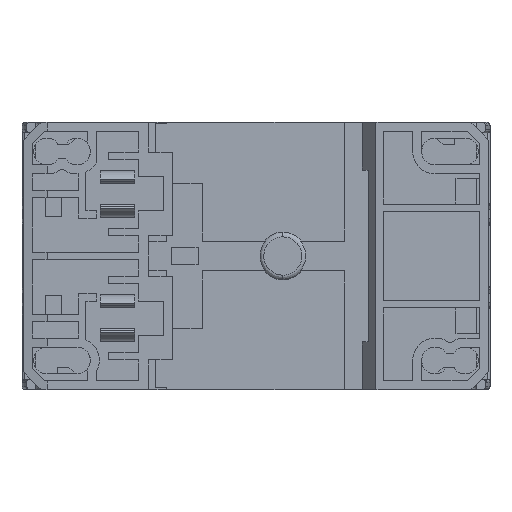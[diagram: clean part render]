
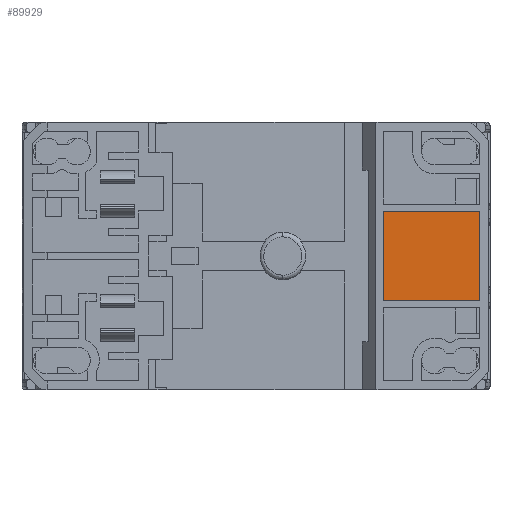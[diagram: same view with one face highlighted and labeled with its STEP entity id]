
A CAD part, front view. The second image highlights one B-rep face of the part: STEP entity #89929.
In plain terms, the highlighted planar face has unit normal (0, -1, 0).
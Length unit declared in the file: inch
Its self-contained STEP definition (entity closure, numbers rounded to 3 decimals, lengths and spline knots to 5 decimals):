
#809 = DIRECTION ( 'NONE',  ( 0., 1., 0. ) ) ;
#1386 = CARTESIAN_POINT ( 'NONE',  ( 1.26394, -2.65616, 0.89587 ) ) ;
#4795 = DIRECTION ( 'NONE',  ( 0., 0., -1. ) ) ;
#7466 = VECTOR ( 'NONE', #4795, 39.37008 ) ;
#13979 = LINE ( 'NONE', #48711, #93815 ) ;
#14100 = CARTESIAN_POINT ( 'NONE',  ( 0.56709, -2.65616, 0.30925 ) ) ;
#14542 = EDGE_CURVE ( 'NONE', #38789, #59651, #72637, .T. ) ;
#16778 = FACE_OUTER_BOUND ( 'NONE', #87503, .T. ) ;
#30464 = CARTESIAN_POINT ( 'NONE',  ( 0.56709, -2.65616, -0.80886 ) ) ;
#30837 = EDGE_CURVE ( 'NONE', #59651, #89470, #78694, .T. ) ;
#32118 = CARTESIAN_POINT ( 'NONE',  ( 1.20489, -2.65616, 0.75329 ) ) ;
#33687 = DIRECTION ( 'NONE',  ( 1., 0., 0. ) ) ;
#35264 = VECTOR ( 'NONE', #33687, 39.37008 ) ;
#38774 = ORIENTED_EDGE ( 'NONE', *, *, #58032, .T. ) ;
#38789 = VERTEX_POINT ( 'NONE', #14100 ) ;
#41649 = EDGE_CURVE ( 'NONE', #89470, #97485, #110159, .T. ) ;
#41842 = DIRECTION ( 'NONE',  ( -1., 0., 0. ) ) ;
#44684 = PLANE ( 'NONE',  #82185 ) ;
#48711 = CARTESIAN_POINT ( 'NONE',  ( 0.56709, -2.65616, 0.30925 ) ) ;
#49788 = ORIENTED_EDGE ( 'NONE', *, *, #41649, .T. ) ;
#58032 = EDGE_CURVE ( 'NONE', #97485, #38789, #13979, .T. ) ;
#59651 = VERTEX_POINT ( 'NONE', #81597 ) ;
#66872 = DIRECTION ( 'NONE',  ( 0., 0., 1. ) ) ;
#68617 = CARTESIAN_POINT ( 'NONE',  ( 1.20489, -2.65616, 0.30925 ) ) ;
#70896 = DIRECTION ( 'NONE',  ( 0., 0., 1. ) ) ;
#72637 = LINE ( 'NONE', #30464, #7466 ) ;
#76209 = CARTESIAN_POINT ( 'NONE',  ( 1.20489, -2.65616, -0.2813 ) ) ;
#78302 = ORIENTED_EDGE ( 'NONE', *, *, #14542, .T. ) ;
#78694 = LINE ( 'NONE', #111718, #35264 ) ;
#81597 = CARTESIAN_POINT ( 'NONE',  ( 0.56709, -2.65616, -0.2813 ) ) ;
#82185 = AXIS2_PLACEMENT_3D ( 'NONE', #1386, #809, #70896 ) ;
#87503 = EDGE_LOOP ( 'NONE', ( #88180, #49788, #38774, #78302 ) ) ;
#88180 = ORIENTED_EDGE ( 'NONE', *, *, #30837, .T. ) ;
#89470 = VERTEX_POINT ( 'NONE', #76209 ) ;
#89929 = ADVANCED_FACE ( 'NONE', ( #16778 ), #44684, .F. ) ;
#93815 = VECTOR ( 'NONE', #41842, 39.37008 ) ;
#97485 = VERTEX_POINT ( 'NONE', #68617 ) ;
#99278 = VECTOR ( 'NONE', #66872, 39.37008 ) ;
#110159 = LINE ( 'NONE', #32118, #99278 ) ;
#111718 = CARTESIAN_POINT ( 'NONE',  ( 0.56709, -2.65616, -0.2813 ) ) ;
